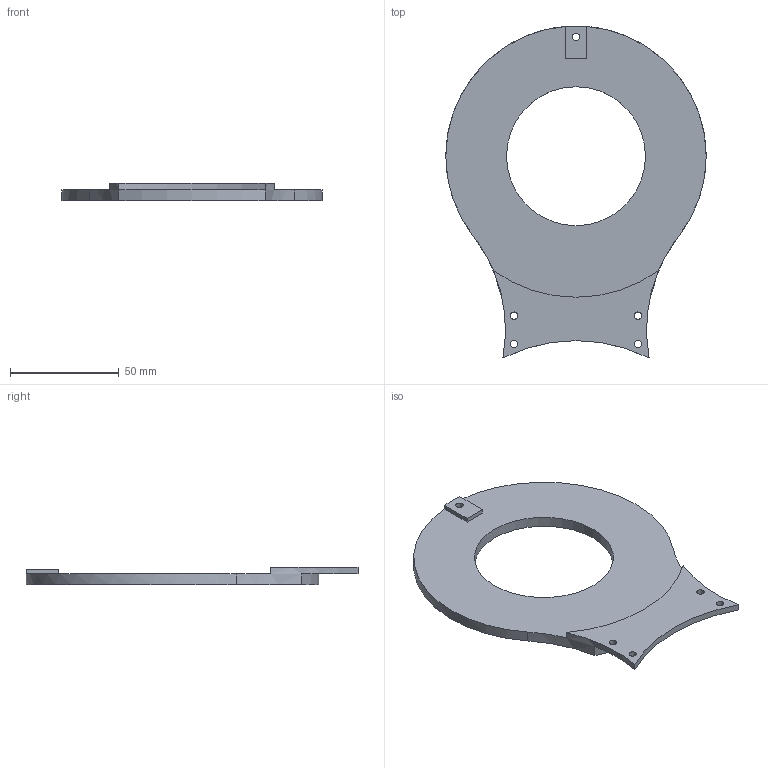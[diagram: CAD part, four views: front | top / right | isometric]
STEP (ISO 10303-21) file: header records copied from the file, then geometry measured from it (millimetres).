
FILE_DESCRIPTION(('FreeCAD Model'),'2;1');
FILE_NAME('Open CASCADE Shape Model','2021-08-02T22:18:11',('Author'),( ''),'Open CASCADE STEP processor 7.5','FreeCAD','Unknown');
FILE_SCHEMA(('AUTOMOTIVE_DESIGN { 1 0 10303 214 1 1 1 1 }'));
Length unit declared in the file: millimetre
Products named in the file (1): Art2BodyBCover_Splitted_B
Bounding box: 120 x 152.99 x 8 mm (x, y, z)
Volume: 51663.1 mm3; surface area: 24492.4 mm2
Topology: 1 solids, 1 shells, 22 faces, 57 edges, 38 vertices
Faces by surface type: cylinder 13, plane 9
Full cylindrical faces by diameter (mm): 3.4 x5, 5.9 x1, 64 x1
Entity records: 1534 total; most frequent: CARTESIAN_POINT 340, DIRECTION 231, ORIENTED_EDGE 114, PCURVE 114, DEFINITIONAL_REPRESENTATION 114, LINE 107, VECTOR 107, EDGE_CURVE 57
